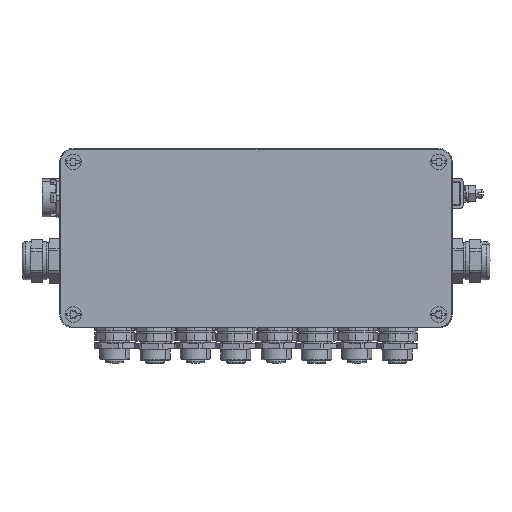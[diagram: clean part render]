
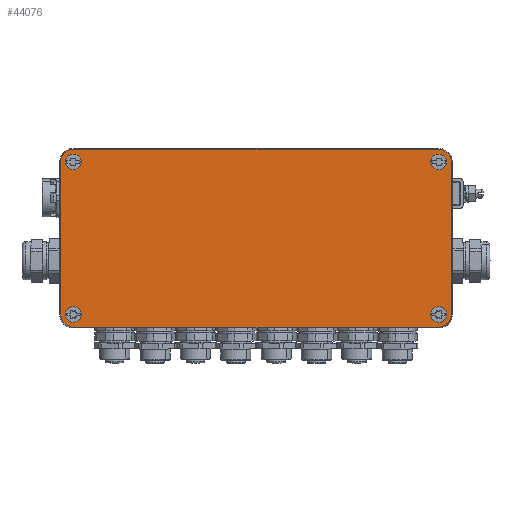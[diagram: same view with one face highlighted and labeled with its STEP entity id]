
A CAD part, top view. The second image highlights one B-rep face of the part: STEP entity #44076.
In plain terms, the highlighted planar face has unit normal (0, 0, 1).
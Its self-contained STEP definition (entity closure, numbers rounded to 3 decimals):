
#8354=AXIS2_PLACEMENT_3D('Circle Axis2P3D',#8352,#8353,$) ;
#8379=AXIS2_PLACEMENT_3D('Circle Axis2P3D',#8377,#8378,$) ;
#8413=AXIS2_PLACEMENT_3D('Circle Axis2P3D',#8411,#8412,$) ;
#8438=AXIS2_PLACEMENT_3D('Circle Axis2P3D',#8436,#8437,$) ;
#8472=AXIS2_PLACEMENT_3D('Circle Axis2P3D',#8470,#8471,$) ;
#8497=AXIS2_PLACEMENT_3D('Circle Axis2P3D',#8495,#8496,$) ;
#8531=AXIS2_PLACEMENT_3D('Circle Axis2P3D',#8529,#8530,$) ;
#8556=AXIS2_PLACEMENT_3D('Circle Axis2P3D',#8554,#8555,$) ;
#44048=AXIS2_PLACEMENT_3D('Plane Axis2P3D',#44045,#44046,#44047) ;
#5999=CARTESIAN_POINT('Control Point',(17.137,89.59,57.)) ;
#6000=CARTESIAN_POINT('Control Point',(17.137,91.475,57.)) ;
#6001=CARTESIAN_POINT('Control Point',(17.875,93.361,57.)) ;
#6002=CARTESIAN_POINT('Control Point',(19.365,94.851,57.)) ;
#6003=CARTESIAN_POINT('Control Point',(21.251,95.589,57.)) ;
#6004=CARTESIAN_POINT('Control Point',(23.136,95.589,57.)) ;
#6005=CARTESIAN_POINT('Vertex',(17.137,89.59,57.)) ;
#6007=CARTESIAN_POINT('Vertex',(23.136,95.589,57.)) ;
#6033=CARTESIAN_POINT('Line Origine',(104.375,95.589,57.)) ;
#6037=CARTESIAN_POINT('Vertex',(185.614,95.589,57.)) ;
#6059=CARTESIAN_POINT('Control Point',(185.614,95.589,57.)) ;
#6060=CARTESIAN_POINT('Control Point',(187.499,95.589,57.)) ;
#6061=CARTESIAN_POINT('Control Point',(189.386,94.851,57.)) ;
#6062=CARTESIAN_POINT('Control Point',(190.876,93.361,57.)) ;
#6063=CARTESIAN_POINT('Control Point',(191.613,91.475,57.)) ;
#6064=CARTESIAN_POINT('Control Point',(191.613,89.59,57.)) ;
#6065=CARTESIAN_POINT('Vertex',(191.613,89.59,57.)) ;
#6086=CARTESIAN_POINT('Line Origine',(191.613,55.851,57.)) ;
#6090=CARTESIAN_POINT('Vertex',(191.613,22.112,57.)) ;
#6111=CARTESIAN_POINT('Control Point',(191.613,22.112,57.)) ;
#6112=CARTESIAN_POINT('Control Point',(191.613,20.227,57.)) ;
#6113=CARTESIAN_POINT('Control Point',(190.876,18.341,57.)) ;
#6114=CARTESIAN_POINT('Control Point',(189.386,16.851,57.)) ;
#6115=CARTESIAN_POINT('Control Point',(187.499,16.113,57.)) ;
#6116=CARTESIAN_POINT('Control Point',(185.614,16.113,57.)) ;
#6117=CARTESIAN_POINT('Vertex',(185.614,16.113,57.)) ;
#6138=CARTESIAN_POINT('Line Origine',(104.375,16.113,57.)) ;
#6142=CARTESIAN_POINT('Vertex',(23.136,16.113,57.)) ;
#6164=CARTESIAN_POINT('Control Point',(23.136,16.113,57.)) ;
#6165=CARTESIAN_POINT('Control Point',(21.251,16.113,57.)) ;
#6166=CARTESIAN_POINT('Control Point',(19.365,16.851,57.)) ;
#6167=CARTESIAN_POINT('Control Point',(17.875,18.341,57.)) ;
#6168=CARTESIAN_POINT('Control Point',(17.137,20.227,57.)) ;
#6169=CARTESIAN_POINT('Control Point',(17.137,22.112,57.)) ;
#6170=CARTESIAN_POINT('Vertex',(17.137,22.112,57.)) ;
#6191=CARTESIAN_POINT('Line Origine',(17.137,55.851,57.)) ;
#8349=CARTESIAN_POINT('Vertex',(185.875,18.351,57.)) ;
#8352=CARTESIAN_POINT('Axis2P3D Location',(185.875,21.851,57.)) ;
#8356=CARTESIAN_POINT('Vertex',(185.875,25.351,57.)) ;
#8377=CARTESIAN_POINT('Axis2P3D Location',(185.875,21.851,57.)) ;
#8408=CARTESIAN_POINT('Vertex',(185.875,93.351,57.)) ;
#8411=CARTESIAN_POINT('Axis2P3D Location',(185.875,89.851,57.)) ;
#8415=CARTESIAN_POINT('Vertex',(185.875,86.351,57.)) ;
#8436=CARTESIAN_POINT('Axis2P3D Location',(185.875,89.851,57.)) ;
#8467=CARTESIAN_POINT('Vertex',(22.875,18.351,57.)) ;
#8470=CARTESIAN_POINT('Axis2P3D Location',(22.875,21.851,57.)) ;
#8474=CARTESIAN_POINT('Vertex',(22.875,25.351,57.)) ;
#8495=CARTESIAN_POINT('Axis2P3D Location',(22.875,21.851,57.)) ;
#8526=CARTESIAN_POINT('Vertex',(22.875,86.351,57.)) ;
#8529=CARTESIAN_POINT('Axis2P3D Location',(22.875,89.851,57.)) ;
#8533=CARTESIAN_POINT('Vertex',(22.875,93.351,57.)) ;
#8554=CARTESIAN_POINT('Axis2P3D Location',(22.875,89.851,57.)) ;
#44045=CARTESIAN_POINT('Axis2P3D Location',(104.375,55.851,57.)) ;
#6034=DIRECTION('Vector Direction',(1.,0.,0.)) ;
#6087=DIRECTION('Vector Direction',(0.,-1.,0.)) ;
#6139=DIRECTION('Vector Direction',(1.,0.,0.)) ;
#6192=DIRECTION('Vector Direction',(0.,1.,0.)) ;
#8353=DIRECTION('Axis2P3D Direction',(0.,0.,1.)) ;
#8378=DIRECTION('Axis2P3D Direction',(0.,0.,1.)) ;
#8412=DIRECTION('Axis2P3D Direction',(0.,0.,1.)) ;
#8437=DIRECTION('Axis2P3D Direction',(0.,0.,1.)) ;
#8471=DIRECTION('Axis2P3D Direction',(0.,0.,1.)) ;
#8496=DIRECTION('Axis2P3D Direction',(0.,0.,1.)) ;
#8530=DIRECTION('Axis2P3D Direction',(0.,0.,1.)) ;
#8555=DIRECTION('Axis2P3D Direction',(0.,0.,1.)) ;
#44046=DIRECTION('Axis2P3D Direction',(0.,0.,1.)) ;
#44047=DIRECTION('Axis2P3D XDirection',(1.,0.,0.)) ;
#6035=VECTOR('Line Direction',#6034,1.) ;
#6088=VECTOR('Line Direction',#6087,1.) ;
#6140=VECTOR('Line Direction',#6139,1.) ;
#6193=VECTOR('Line Direction',#6192,1.) ;
#44051=ORIENTED_EDGE('',*,*,#6172,.F.) ;
#44052=ORIENTED_EDGE('',*,*,#6144,.T.) ;
#44053=ORIENTED_EDGE('',*,*,#6119,.F.) ;
#44054=ORIENTED_EDGE('',*,*,#6092,.T.) ;
#44055=ORIENTED_EDGE('',*,*,#6067,.F.) ;
#44056=ORIENTED_EDGE('',*,*,#6039,.F.) ;
#44057=ORIENTED_EDGE('',*,*,#6009,.F.) ;
#44058=ORIENTED_EDGE('',*,*,#6195,.F.) ;
#44061=ORIENTED_EDGE('',*,*,#8558,.F.) ;
#44062=ORIENTED_EDGE('',*,*,#8535,.F.) ;
#44065=ORIENTED_EDGE('',*,*,#8358,.F.) ;
#44066=ORIENTED_EDGE('',*,*,#8381,.F.) ;
#44069=ORIENTED_EDGE('',*,*,#8417,.F.) ;
#44070=ORIENTED_EDGE('',*,*,#8440,.F.) ;
#44073=ORIENTED_EDGE('',*,*,#8476,.F.) ;
#44074=ORIENTED_EDGE('',*,*,#8499,.F.) ;
#44063=FACE_BOUND('',#44060,.T.) ;
#44067=FACE_BOUND('',#44064,.T.) ;
#44071=FACE_BOUND('',#44068,.T.) ;
#44075=FACE_BOUND('',#44072,.T.) ;
#44076=ADVANCED_FACE('FBCon',(#44059,#44063,#44067,#44071,#44075),#44049,.T.) ;
#5998=B_SPLINE_CURVE_WITH_KNOTS('',5,(#5999,#6000,#6001,#6002,#6003,#6004),.UNSPECIFIED.,.F.,.U.,(6,6),(0.,13.327),.UNSPECIFIED.) ;
#6058=B_SPLINE_CURVE_WITH_KNOTS('',5,(#6059,#6060,#6061,#6062,#6063,#6064),.UNSPECIFIED.,.F.,.U.,(6,6),(0.,13.327),.UNSPECIFIED.) ;
#6110=B_SPLINE_CURVE_WITH_KNOTS('',5,(#6111,#6112,#6113,#6114,#6115,#6116),.UNSPECIFIED.,.F.,.U.,(6,6),(0.,13.327),.UNSPECIFIED.) ;
#6163=B_SPLINE_CURVE_WITH_KNOTS('',5,(#6164,#6165,#6166,#6167,#6168,#6169),.UNSPECIFIED.,.F.,.U.,(6,6),(0.,13.327),.UNSPECIFIED.) ;
#8355=CIRCLE('generated circle',#8354,3.5) ;
#8380=CIRCLE('generated circle',#8379,3.5) ;
#8414=CIRCLE('generated circle',#8413,3.5) ;
#8439=CIRCLE('generated circle',#8438,3.5) ;
#8473=CIRCLE('generated circle',#8472,3.5) ;
#8498=CIRCLE('generated circle',#8497,3.5) ;
#8532=CIRCLE('generated circle',#8531,3.5) ;
#8557=CIRCLE('generated circle',#8556,3.5) ;
#6009=EDGE_CURVE('',#6006,#6008,#5998,.T.) ;
#6039=EDGE_CURVE('',#6008,#6038,#6036,.T.) ;
#6067=EDGE_CURVE('',#6038,#6066,#6058,.T.) ;
#6092=EDGE_CURVE('',#6091,#6066,#6089,.F.) ;
#6119=EDGE_CURVE('',#6091,#6118,#6110,.T.) ;
#6144=EDGE_CURVE('',#6143,#6118,#6141,.T.) ;
#6172=EDGE_CURVE('',#6143,#6171,#6163,.T.) ;
#6195=EDGE_CURVE('',#6171,#6006,#6194,.T.) ;
#8358=EDGE_CURVE('',#8350,#8357,#8355,.T.) ;
#8381=EDGE_CURVE('',#8357,#8350,#8380,.T.) ;
#8417=EDGE_CURVE('',#8409,#8416,#8414,.T.) ;
#8440=EDGE_CURVE('',#8416,#8409,#8439,.T.) ;
#8476=EDGE_CURVE('',#8468,#8475,#8473,.T.) ;
#8499=EDGE_CURVE('',#8475,#8468,#8498,.T.) ;
#8535=EDGE_CURVE('',#8527,#8534,#8532,.T.) ;
#8558=EDGE_CURVE('',#8534,#8527,#8557,.T.) ;
#44050=EDGE_LOOP('',(#44051,#44052,#44053,#44054,#44055,#44056,#44057,#44058)) ;
#44060=EDGE_LOOP('',(#44061,#44062)) ;
#44064=EDGE_LOOP('',(#44065,#44066)) ;
#44068=EDGE_LOOP('',(#44069,#44070)) ;
#44072=EDGE_LOOP('',(#44073,#44074)) ;
#44059=FACE_OUTER_BOUND('',#44050,.T.) ;
#6036=LINE('Line',#6033,#6035) ;
#6089=LINE('Line',#6086,#6088) ;
#6141=LINE('Line',#6138,#6140) ;
#6194=LINE('Line',#6191,#6193) ;
#44049=PLANE('',#44048) ;
#6006=VERTEX_POINT('',#6005) ;
#6008=VERTEX_POINT('',#6007) ;
#6038=VERTEX_POINT('',#6037) ;
#6066=VERTEX_POINT('',#6065) ;
#6091=VERTEX_POINT('',#6090) ;
#6118=VERTEX_POINT('',#6117) ;
#6143=VERTEX_POINT('',#6142) ;
#6171=VERTEX_POINT('',#6170) ;
#8350=VERTEX_POINT('',#8349) ;
#8357=VERTEX_POINT('',#8356) ;
#8409=VERTEX_POINT('',#8408) ;
#8416=VERTEX_POINT('',#8415) ;
#8468=VERTEX_POINT('',#8467) ;
#8475=VERTEX_POINT('',#8474) ;
#8527=VERTEX_POINT('',#8526) ;
#8534=VERTEX_POINT('',#8533) ;
